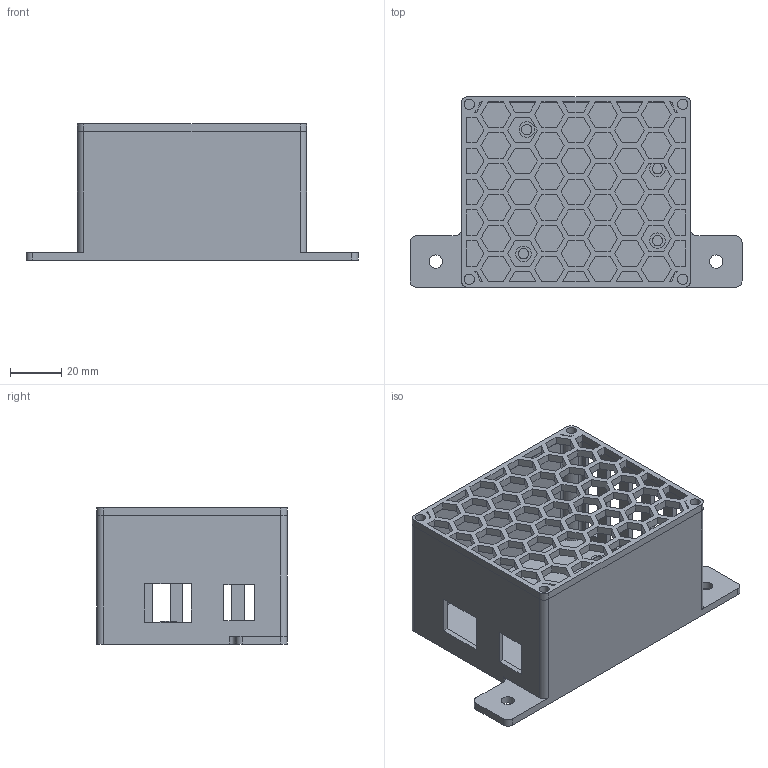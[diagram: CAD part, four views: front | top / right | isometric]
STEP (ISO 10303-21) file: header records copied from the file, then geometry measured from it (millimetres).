
FILE_DESCRIPTION(/* description */ (''),/* implementation_level */ '2;1');
FILE_NAME(/* name */ 'arduino box.step',/* time_stamp */ '2025-12-26T20:30:53+01:00',/* author */ (''),/* organization */ (''),/* preprocessor_version */ 'ST-DEVELOPER v20.1',/* originating_system */ 'Autodesk Translation Framework v14.21.0.0',/* authorisation */ '');
FILE_SCHEMA (('AUTOMOTIVE_DESIGN { 1 0 10303 214 3 1 1 }'));
Length unit declared in the file: millimetre
Products named in the file (1): 2025-12-26-20-30-53-127
Bounding box: 129 x 74 x 53 mm (x, y, z)
Volume: 59339.5 mm3; surface area: 55257.5 mm2
Topology: 2 solids, 2 shells, 435 faces, 1254 edges, 836 vertices
Faces by surface type: plane 383, cylinder 52
Full cylindrical faces by diameter (mm): 4 x12, 5.2 x2, 6 x4
Entity records: 14399 total; most frequent: CARTESIAN_POINT 2526, ORIENTED_EDGE 2508, DIRECTION 2230, EDGE_CURVE 1254, LINE 1150, VECTOR 1150, VERTEX_POINT 836, EDGE_LOOP 592
